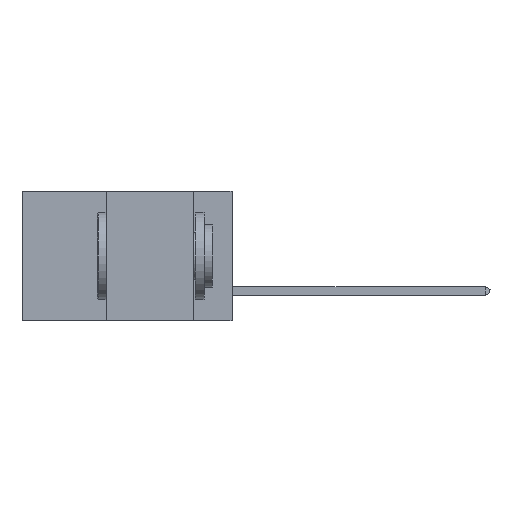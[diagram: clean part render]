
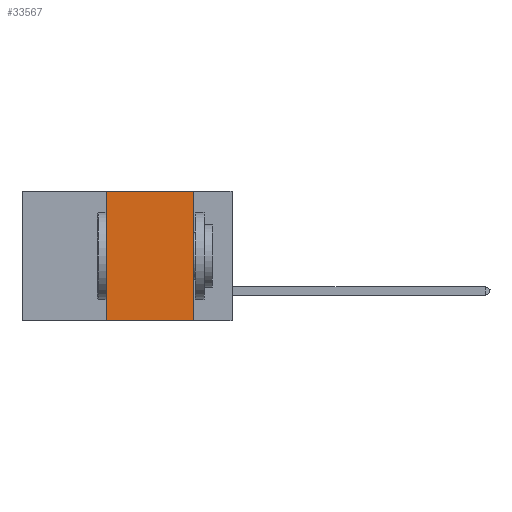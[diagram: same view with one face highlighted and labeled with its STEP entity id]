
A CAD part, left-side view. The second image highlights one B-rep face of the part: STEP entity #33567.
In plain terms, the highlighted planar face has unit normal (-1, 0, 0).
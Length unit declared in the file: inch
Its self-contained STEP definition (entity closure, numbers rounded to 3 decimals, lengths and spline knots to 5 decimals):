
#280 = VERTEX_POINT ( 'NONE', #5488 ) ;
#920 = LINE ( 'NONE', #23819, #9990 ) ;
#1756 = EDGE_CURVE ( 'NONE', #3937, #23404, #10382, .T. ) ;
#1907 = CARTESIAN_POINT ( 'NONE',  ( 0., 0.11, -0.37 ) ) ;
#3581 = AXIS2_PLACEMENT_3D ( 'NONE', #12621, #28204, #4737 ) ;
#3937 = VERTEX_POINT ( 'NONE', #12406 ) ;
#4737 = DIRECTION ( 'NONE',  ( 0., 0., -1. ) ) ;
#4766 = CARTESIAN_POINT ( 'NONE',  ( 0., 0.6, 0. ) ) ;
#5488 = CARTESIAN_POINT ( 'NONE',  ( 0., 0.36, 0. ) ) ;
#8274 = CARTESIAN_POINT ( 'NONE',  ( 0., 0.6, -0.37 ) ) ;
#9990 = VECTOR ( 'NONE', #13427, 39.37008 ) ;
#10014 = EDGE_CURVE ( 'NONE', #280, #14385, #18434, .T. ) ;
#10382 = LINE ( 'NONE', #8274, #30562 ) ;
#11400 = FACE_OUTER_BOUND ( 'NONE', #20068, .T. ) ;
#11540 = ORIENTED_EDGE ( 'NONE', *, *, #10014, .F. ) ;
#11798 = CARTESIAN_POINT ( 'NONE',  ( 0., 0.11, 0. ) ) ;
#12406 = CARTESIAN_POINT ( 'NONE',  ( 0., 0.36, -0.37 ) ) ;
#12621 = CARTESIAN_POINT ( 'NONE',  ( 0., 0.6, 0. ) ) ;
#13427 = DIRECTION ( 'NONE',  ( 0., 0., -1. ) ) ;
#14105 = ORIENTED_EDGE ( 'NONE', *, *, #1756, .T. ) ;
#14385 = VERTEX_POINT ( 'NONE', #11798 ) ;
#14434 = DIRECTION ( 'NONE',  ( 0., -1., 0. ) ) ;
#14986 = EDGE_CURVE ( 'NONE', #3937, #280, #24009, .T. ) ;
#15591 = VECTOR ( 'NONE', #20608, 39.37008 ) ;
#16040 = ORIENTED_EDGE ( 'NONE', *, *, #14986, .F. ) ;
#18434 = LINE ( 'NONE', #4766, #15591 ) ;
#19530 = DIRECTION ( 'NONE',  ( 0., 0., 1. ) ) ;
#20068 = EDGE_LOOP ( 'NONE', ( #32632, #11540, #16040, #14105 ) ) ;
#20265 = VECTOR ( 'NONE', #19530, 39.37008 ) ;
#20460 = PLANE ( 'NONE',  #3581 ) ;
#20608 = DIRECTION ( 'NONE',  ( 0., -1., 0. ) ) ;
#23404 = VERTEX_POINT ( 'NONE', #1907 ) ;
#23819 = CARTESIAN_POINT ( 'NONE',  ( 0., 0.11, 0. ) ) ;
#24009 = LINE ( 'NONE', #27409, #20265 ) ;
#27409 = CARTESIAN_POINT ( 'NONE',  ( 0., 0.36, 0. ) ) ;
#28204 = DIRECTION ( 'NONE',  ( 1., 0., 0. ) ) ;
#30562 = VECTOR ( 'NONE', #14434, 39.37008 ) ;
#30895 = EDGE_CURVE ( 'NONE', #14385, #23404, #920, .T. ) ;
#32632 = ORIENTED_EDGE ( 'NONE', *, *, #30895, .F. ) ;
#33567 = ADVANCED_FACE ( 'NONE', ( #11400 ), #20460, .F. ) ;
